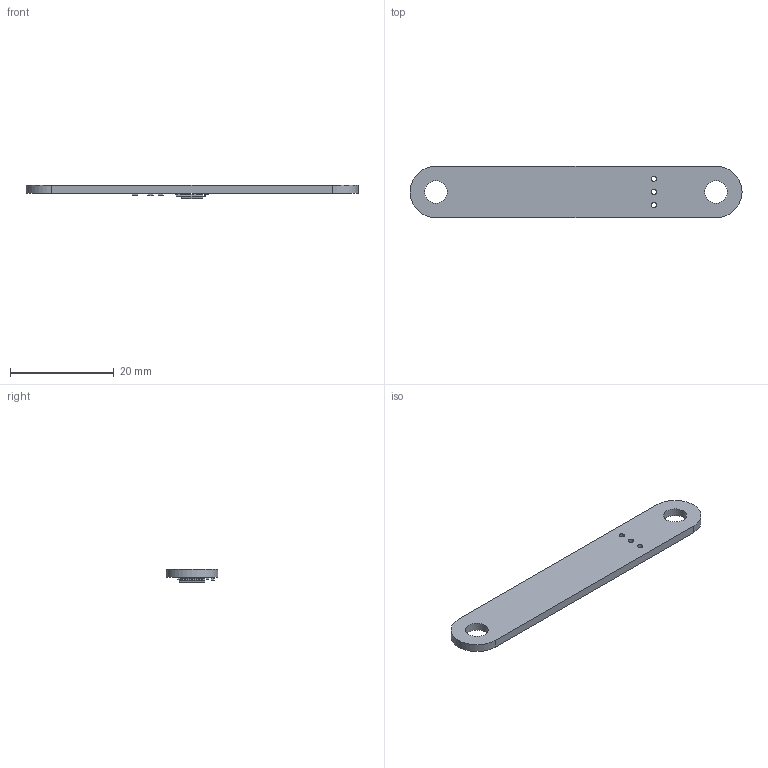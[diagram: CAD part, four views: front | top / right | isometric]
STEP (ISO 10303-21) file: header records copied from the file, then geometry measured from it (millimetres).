
FILE_DESCRIPTION(('KiCad electronic assembly'),'2;1');
FILE_NAME('encoderboard_1.0.0.step','2021-11-11T10:18:18',('Pcbnew'),( 'Kicad'),'Open CASCADE STEP processor 7.5','KiCad to STEP converter' ,'Unknown');
FILE_SCHEMA(('AUTOMOTIVE_DESIGN { 1 0 10303 214 1 1 1 1 }'));
Length unit declared in the file: millimetre
Products named in the file (8): encoderboard_1.0.0 1; R_0402_1005Metric; SOLID; C_0402_1005Metric; TSSOP-14_4.4x5mm_P0.65mm; encoderboard PCB
Assembly tree (10 placements, depth 3):
  encoderboard_1.0.0 1
    R_0402_1005Metric  x3
      SOLID
    C_0402_1005Metric  x2
      SOLID
    TSSOP-14_4.4x5mm_P0.65mm
      SOLID
    encoderboard PCB
Bounding box: 64 x 10 x 2.65 mm (x, y, z)
Volume: 957.7 mm3; surface area: 1537.8 mm2
Topology: 7 solids, 7 shells, 391 faces, 1024 edges, 652 vertices
Faces by surface type: bspline 380, cylinder 7, plane 4
Full cylindrical faces by diameter (mm): 1 x3, 4.4 x2
Entity records: 20441 total; most frequent: CARTESIAN_POINT 7563, B_SPLINE_CURVE_WITH_KNOTS 2059, ORIENTED_EDGE 1632, PCURVE 1632, DEFINITIONAL_REPRESENTATION 1632, EDGE_CURVE 816, SURFACE_CURVE 810, VERTEX_POINT 516
